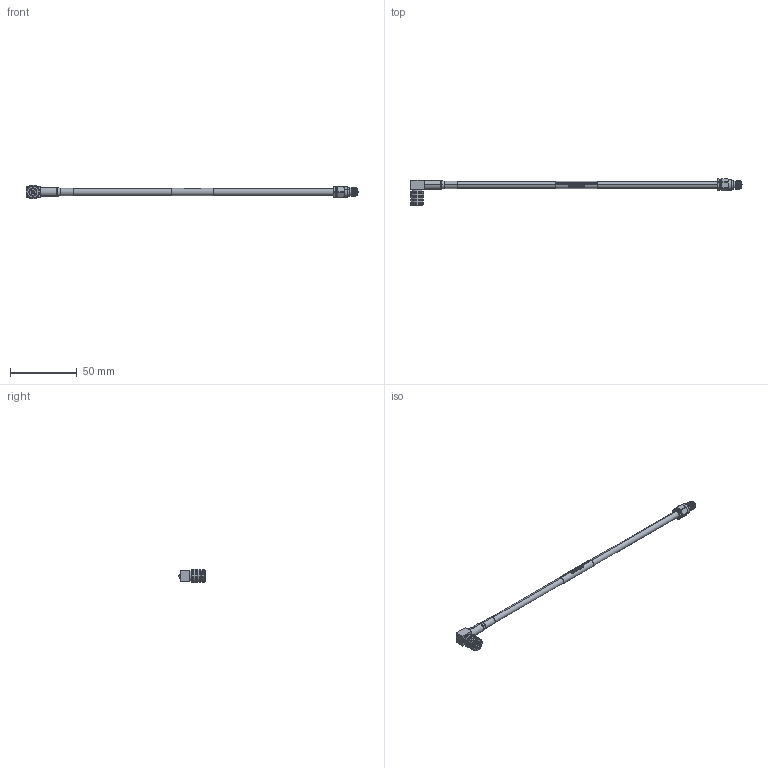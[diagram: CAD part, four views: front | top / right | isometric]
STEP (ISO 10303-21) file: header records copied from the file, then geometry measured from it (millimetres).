
FILE_DESCRIPTION (( 'STEP AP214' ), '1' );
FILE_NAME ('FMCA100270_3D.step', '2024-10-30T17:58:20', ( '' ), ( '' ), 'SwSTEP 2.0', 'SolidWorks 2022', '' );
FILE_SCHEMA (( 'AUTOMOTIVE_DESIGN' ));
Length unit declared in the file: inch
Products named in the file (5): FMCA100270_3D; FMCN5301^FMCA100270; FMCN1894^FMCA100270; LMR-195-UF^FMCA100270_FM; Heat Shrink^FMCA100270
Assembly tree (4 placements, depth 2):
  FMCA100270_3D
    LMR-195-UF^FMCA100270_FM
    FMCN1894^FMCA100270
    FMCN5301^FMCA100270
    Heat Shrink^FMCA100270
Bounding box: 249.3 x 19.56 x 10.41 mm (x, y, z)
Volume: 6495.8 mm3; surface area: 7465.3 mm2
Topology: 5 solids, 5 shells, 755 faces, 1984 edges, 1292 vertices
Faces by surface type: bspline 274, plane 259, cylinder 147, cone 59, torus 16
Entity records: 32651 total; most frequent: CARTESIAN_POINT 16088, ORIENTED_EDGE 3968, DIRECTION 2355, EDGE_CURVE 1984, VERTEX_POINT 1292, B_SPLINE_CURVE_WITH_KNOTS 970, AXIS2_PLACEMENT_3D 872, EDGE_LOOP 824
